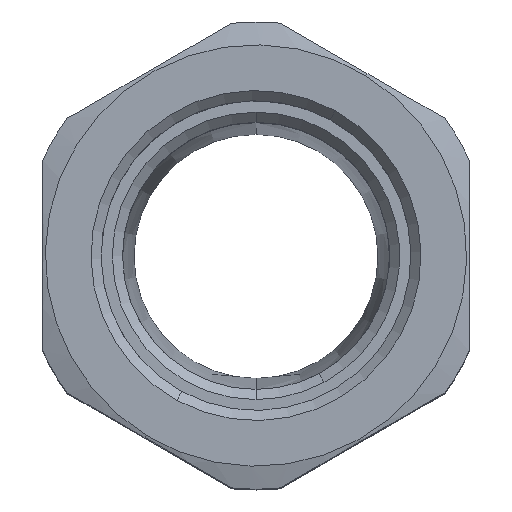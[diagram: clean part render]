
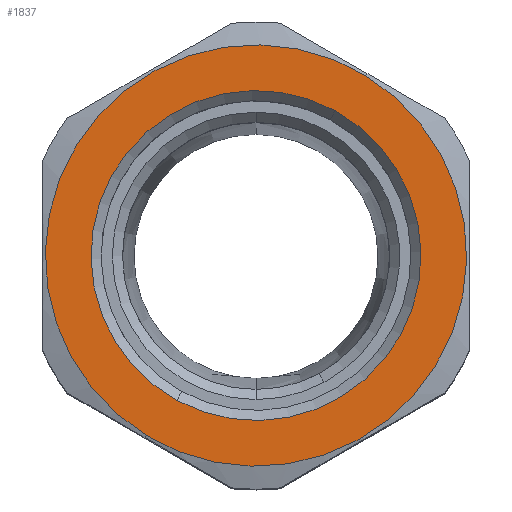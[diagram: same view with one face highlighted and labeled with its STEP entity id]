
A CAD part, top view. The second image highlights one B-rep face of the part: STEP entity #1837.
In plain terms, the highlighted planar face has unit normal (0, 0, 1).
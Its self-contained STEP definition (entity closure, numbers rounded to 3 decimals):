
#1700=AXIS2_PLACEMENT_3D('Circle Axis2P3D',#1698,#1699,$) ;
#1731=AXIS2_PLACEMENT_3D('Circle Axis2P3D',#1729,#1730,$) ;
#1813=AXIS2_PLACEMENT_3D('Plane Axis2P3D',#1810,#1811,#1812) ;
#1821=AXIS2_PLACEMENT_3D('Circle Axis2P3D',#1819,#1820,$) ;
#1830=AXIS2_PLACEMENT_3D('Circle Axis2P3D',#1828,#1829,$) ;
#1695=CARTESIAN_POINT('Vertex',(31.796,40.72,69.75)) ;
#1698=CARTESIAN_POINT('Axis2P3D Location',(21.,23.,69.75)) ;
#1702=CARTESIAN_POINT('Vertex',(10.204,5.28,69.75)) ;
#1729=CARTESIAN_POINT('Axis2P3D Location',(21.,23.,69.75)) ;
#1810=CARTESIAN_POINT('Axis2P3D Location',(21.,23.,69.75)) ;
#1819=CARTESIAN_POINT('Axis2P3D Location',(21.,23.,69.75)) ;
#1823=CARTESIAN_POINT('Vertex',(13.209,8.739,69.75)) ;
#1825=CARTESIAN_POINT('Vertex',(28.791,37.261,69.75)) ;
#1828=CARTESIAN_POINT('Axis2P3D Location',(21.,23.,69.75)) ;
#1699=DIRECTION('Axis2P3D Direction',(0.,0.,-1.)) ;
#1730=DIRECTION('Axis2P3D Direction',(0.,0.,-1.)) ;
#1811=DIRECTION('Axis2P3D Direction',(0.,0.,-1.)) ;
#1812=DIRECTION('Axis2P3D XDirection',(0.,1.,0.)) ;
#1820=DIRECTION('Axis2P3D Direction',(0.,0.,-1.)) ;
#1829=DIRECTION('Axis2P3D Direction',(0.,0.,-1.)) ;
#1816=ORIENTED_EDGE('',*,*,#1733,.T.) ;
#1817=ORIENTED_EDGE('',*,*,#1704,.T.) ;
#1834=ORIENTED_EDGE('',*,*,#1827,.T.) ;
#1835=ORIENTED_EDGE('',*,*,#1832,.T.) ;
#1836=FACE_BOUND('',#1833,.T.) ;
#1837=ADVANCED_FACE('Part1.1\\Koerper.2',(#1818,#1836),#1814,.F.) ;
#1701=CIRCLE('generated circle',#1700,20.75) ;
#1732=CIRCLE('generated circle',#1731,20.75) ;
#1822=CIRCLE('generated circle',#1821,16.25) ;
#1831=CIRCLE('generated circle',#1830,16.25) ;
#1704=EDGE_CURVE('',#1703,#1696,#1701,.F.) ;
#1733=EDGE_CURVE('',#1696,#1703,#1732,.F.) ;
#1827=EDGE_CURVE('',#1824,#1826,#1822,.T.) ;
#1832=EDGE_CURVE('',#1826,#1824,#1831,.T.) ;
#1815=EDGE_LOOP('',(#1816,#1817)) ;
#1833=EDGE_LOOP('',(#1834,#1835)) ;
#1818=FACE_OUTER_BOUND('',#1815,.T.) ;
#1814=PLANE('',#1813) ;
#1696=VERTEX_POINT('',#1695) ;
#1703=VERTEX_POINT('',#1702) ;
#1824=VERTEX_POINT('',#1823) ;
#1826=VERTEX_POINT('',#1825) ;
